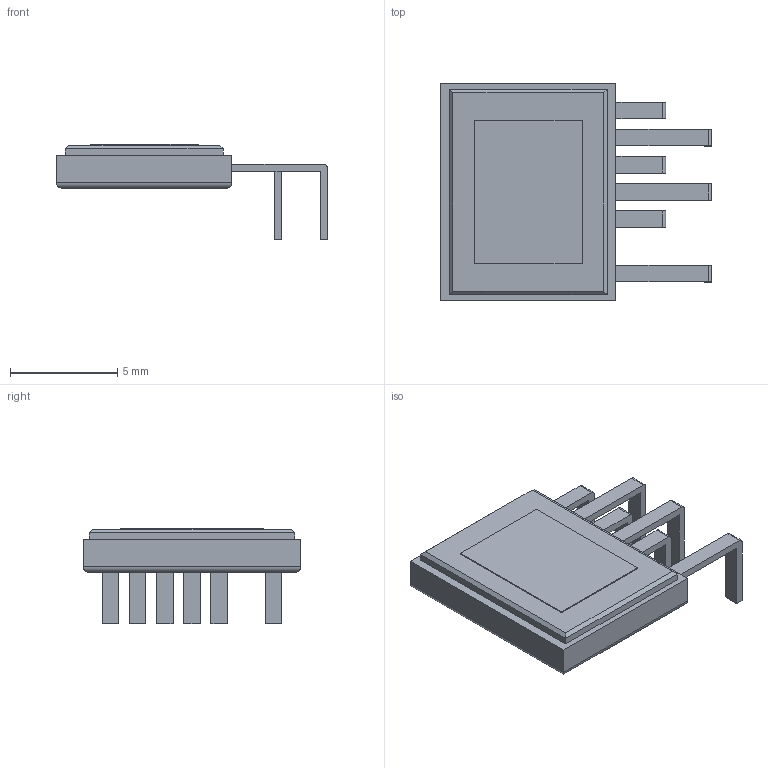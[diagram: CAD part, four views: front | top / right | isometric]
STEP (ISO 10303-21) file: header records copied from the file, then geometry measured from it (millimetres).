
FILE_DESCRIPTION(/* description */ ('model of PowerIntegrations_eSIP-7F'),/* implementation_level */ '2;1');
FILE_NAME(/* name */ 'PowerIntegrations_eSIP-7F.step',/* time_stamp */ '2020-01-11T11:12:22',/* author */ ('kicad StepUp','ksu'),/* organization */ ('FreeCAD'),/* preprocessor_version */ 'OCC',/* originating_system */ 'kicad StepUp',/* authorisation */ '');
FILE_SCHEMA(('AUTOMOTIVE_DESIGN { 1 0 10303 214 1 1 1 1 }'));
Length unit declared in the file: millimetre
Products named in the file (1): PowerIntegrations_eSIP-7F
Bounding box: 12.65 x 10.16 x 4.47 mm (x, y, z)
Volume: 172.5 mm3; surface area: 321 mm2
Topology: 1 solids, 1 shells, 74 faces, 181 edges, 118 vertices
Faces by surface type: plane 63, cylinder 11
Full cylindrical faces by diameter (mm): 1 x1
Entity records: 2670 total; most frequent: CARTESIAN_POINT 374, ORIENTED_EDGE 362, DIRECTION 349, EDGE_CURVE 181, LINE 163, VECTOR 163, VERTEX_POINT 118, AXIS2_PLACEMENT_3D 93
